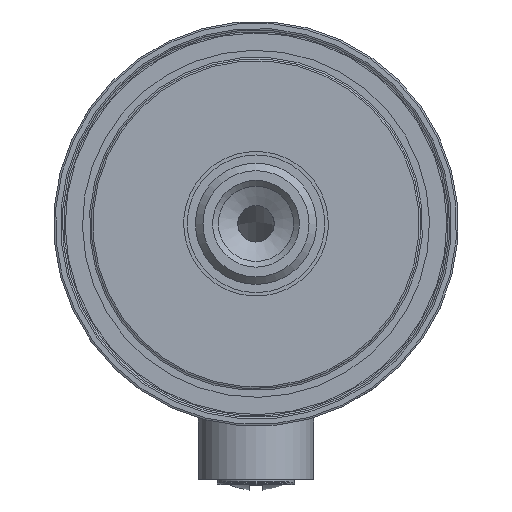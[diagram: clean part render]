
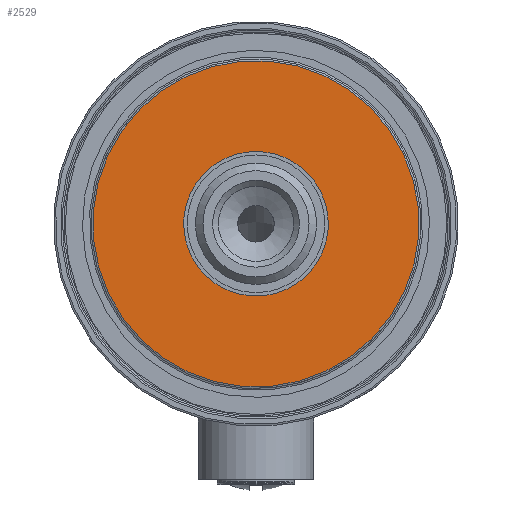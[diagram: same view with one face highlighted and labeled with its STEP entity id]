
A CAD part, left-side view. The second image highlights one B-rep face of the part: STEP entity #2529.
In plain terms, the highlighted planar face has unit normal (-1, 0, 0).
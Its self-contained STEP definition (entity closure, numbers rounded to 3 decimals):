
#377=PLANE('',#3647);
#595=ORIENTED_EDGE('',*,*,#1177,.T.);
#596=ORIENTED_EDGE('',*,*,#1178,.T.);
#1177=EDGE_CURVE('',#1485,#1485,#1719,.T.);
#1178=EDGE_CURVE('',#1486,#1486,#1720,.F.);
#1485=VERTEX_POINT('',#4982);
#1486=VERTEX_POINT('',#4984);
#1719=CIRCLE('',#3648,12.5);
#1720=CIRCLE('',#3649,28.2);
#1930=EDGE_LOOP('',(#595));
#1931=EDGE_LOOP('',(#596));
#2225=FACE_BOUND('',#1930,.T.);
#2226=FACE_BOUND('',#1931,.T.);
#2529=ADVANCED_FACE('',(#2225,#2226),#377,.F.);
#3647=AXIS2_PLACEMENT_3D('',#4980,#4121,#4122);
#3648=AXIS2_PLACEMENT_3D('',#4981,#4123,#4124);
#3649=AXIS2_PLACEMENT_3D('',#4983,#4125,#4126);
#4121=DIRECTION('',(1.,0.,0.));
#4122=DIRECTION('',(0.,0.,-1.));
#4123=DIRECTION('',(1.,0.,0.));
#4124=DIRECTION('',(0.,0.,1.));
#4125=DIRECTION('',(1.,0.,0.));
#4126=DIRECTION('',(0.,0.,-1.));
#4980=CARTESIAN_POINT('',(2.8,0.,0.));
#4981=CARTESIAN_POINT('',(2.8,0.,0.));
#4982=CARTESIAN_POINT('',(2.8,0.,12.5));
#4983=CARTESIAN_POINT('',(2.8,0.,0.));
#4984=CARTESIAN_POINT('',(2.8,0.,-28.2));
